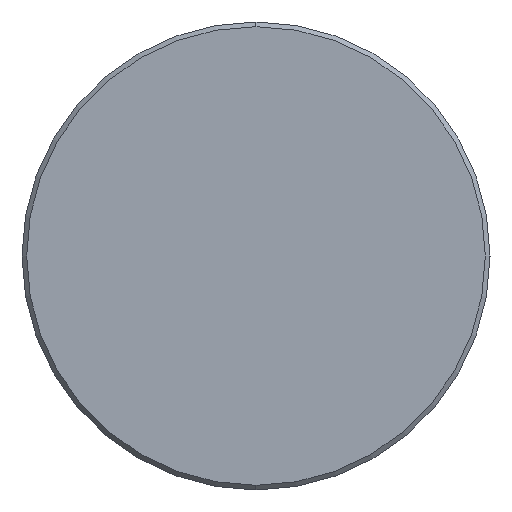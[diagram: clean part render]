
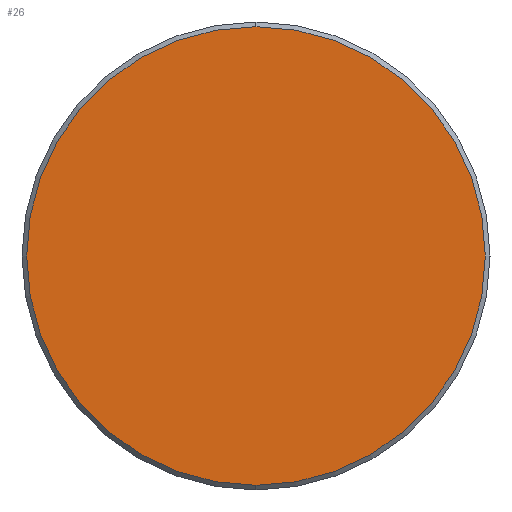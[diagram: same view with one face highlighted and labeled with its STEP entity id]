
A CAD part, left-side view. The second image highlights one B-rep face of the part: STEP entity #26.
In plain terms, the highlighted planar face has unit normal (-1, 0, 0).
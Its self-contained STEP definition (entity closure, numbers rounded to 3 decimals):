
#10 = DIRECTION ( 'NONE',  ( 0., 0., 1. ) ) ;
#16 = CARTESIAN_POINT ( 'NONE',  ( 0., 0., 0. ) ) ;
#26 = ADVANCED_FACE ( 'NONE', ( #462 ), #359, .F. ) ;
#35 = DIRECTION ( 'NONE',  ( -1., 0., 0. ) ) ;
#39 = EDGE_CURVE ( 'NONE', #233, #76, #390, .T. ) ;
#47 = AXIS2_PLACEMENT_3D ( 'NONE', #16, #268, #10 ) ;
#76 = VERTEX_POINT ( 'NONE', #404 ) ;
#108 = EDGE_CURVE ( 'NONE', #76, #233, #262, .T. ) ;
#161 = EDGE_LOOP ( 'NONE', ( #356, #381 ) ) ;
#172 = DIRECTION ( 'NONE',  ( 0., 0., -1. ) ) ;
#233 = VERTEX_POINT ( 'NONE', #240 ) ;
#240 = CARTESIAN_POINT ( 'NONE',  ( 0., 0., 14.7 ) ) ;
#262 = CIRCLE ( 'NONE', #47, 14.7 ) ;
#268 = DIRECTION ( 'NONE',  ( -1., 0., 0. ) ) ;
#356 = ORIENTED_EDGE ( 'NONE', *, *, #108, .T. ) ;
#359 = PLANE ( 'NONE',  #367 ) ;
#367 = AXIS2_PLACEMENT_3D ( 'NONE', #431, #473, #172 ) ;
#381 = ORIENTED_EDGE ( 'NONE', *, *, #39, .T. ) ;
#390 = CIRCLE ( 'NONE', #402, 14.7 ) ;
#402 = AXIS2_PLACEMENT_3D ( 'NONE', #478, #35, #480 ) ;
#404 = CARTESIAN_POINT ( 'NONE',  ( 0., 0., -14.7 ) ) ;
#431 = CARTESIAN_POINT ( 'NONE',  ( 0., 0., 0. ) ) ;
#462 = FACE_OUTER_BOUND ( 'NONE', #161, .T. ) ;
#473 = DIRECTION ( 'NONE',  ( 1., 0., 0. ) ) ;
#478 = CARTESIAN_POINT ( 'NONE',  ( 0., 0., 0. ) ) ;
#480 = DIRECTION ( 'NONE',  ( 0., 0., 1. ) ) ;
